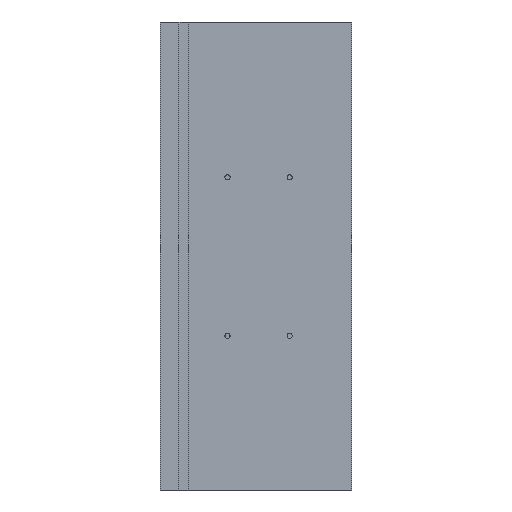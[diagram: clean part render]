
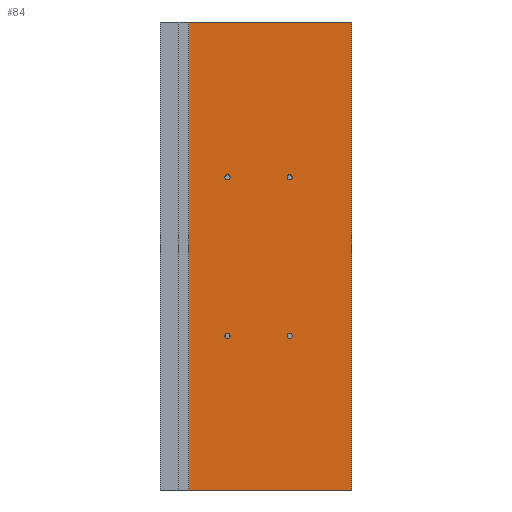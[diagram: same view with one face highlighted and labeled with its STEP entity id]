
A CAD part, left-side view. The second image highlights one B-rep face of the part: STEP entity #84.
In plain terms, the highlighted planar face has unit normal (-1, 0, 0).
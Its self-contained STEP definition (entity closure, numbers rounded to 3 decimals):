
#84=ADVANCED_FACE('',(#214,#215,#216,#217,#218),#219,.T.);
#214=FACE_BOUND('',#423,.T.);
#215=FACE_BOUND('',#424,.T.);
#216=FACE_BOUND('',#425,.T.);
#217=FACE_BOUND('',#426,.T.);
#218=FACE_OUTER_BOUND('',#427,.T.);
#219=PLANE('',#428);
#423=EDGE_LOOP('',(#623));
#424=EDGE_LOOP('',(#624));
#425=EDGE_LOOP('',(#625));
#426=EDGE_LOOP('',(#626));
#427=EDGE_LOOP('',(#627,#628,#629,#630));
#428=AXIS2_PLACEMENT_3D('',#631,#632,#633);
#623=ORIENTED_EDGE('',*,*,#996,.T.);
#624=ORIENTED_EDGE('',*,*,#997,.T.);
#625=ORIENTED_EDGE('',*,*,#998,.T.);
#626=ORIENTED_EDGE('',*,*,#999,.T.);
#627=ORIENTED_EDGE('',*,*,#1000,.F.);
#628=ORIENTED_EDGE('',*,*,#1001,.T.);
#629=ORIENTED_EDGE('',*,*,#1002,.F.);
#630=ORIENTED_EDGE('',*,*,#1003,.F.);
#631=CARTESIAN_POINT('',(248.0,22.0,390.0));
#632=DIRECTION('',(-1.0,0.0,0.0));
#633=DIRECTION('',(0.0,0.0,-1.0));
#996=EDGE_CURVE('',#1134,#1134,#1135,.T.);
#997=EDGE_CURVE('',#1136,#1136,#1137,.T.);
#998=EDGE_CURVE('',#1138,#1138,#1139,.T.);
#999=EDGE_CURVE('',#1140,#1140,#1141,.T.);
#1000=EDGE_CURVE('',#1142,#1143,#1144,.T.);
#1001=EDGE_CURVE('',#1142,#1145,#1146,.T.);
#1002=EDGE_CURVE('',#1147,#1145,#1148,.T.);
#1003=EDGE_CURVE('',#1143,#1147,#1149,.T.);
#1134=VERTEX_POINT('',#1336);
#1135=CIRCLE('',#1337,4.0);
#1136=VERTEX_POINT('',#1338);
#1137=CIRCLE('',#1339,4.0);
#1138=VERTEX_POINT('',#1340);
#1139=CIRCLE('',#1341,4.0);
#1140=VERTEX_POINT('',#1342);
#1141=CIRCLE('',#1343,4.0);
#1142=VERTEX_POINT('',#1344);
#1143=VERTEX_POINT('',#1345);
#1144=LINE('',#1346,#1347);
#1145=VERTEX_POINT('',#1348);
#1146=LINE('',#1349,#1350);
#1147=VERTEX_POINT('',#1351);
#1148=LINE('',#1352,#1353);
#1149=LINE('',#1354,#1355);
#1336=CARTESIAN_POINT('',(248.0,70.,266.5));
#1337=AXIS2_PLACEMENT_3D('',#1572,#1573,#1574);
#1338=CARTESIAN_POINT('',(248.0,-26.,266.5));
#1339=AXIS2_PLACEMENT_3D('',#1575,#1576,#1577);
#1340=CARTESIAN_POINT('',(248.0,70.,511.5));
#1341=AXIS2_PLACEMENT_3D('',#1578,#1579,#1580);
#1342=CARTESIAN_POINT('',(248.0,-26.,511.5));
#1343=AXIS2_PLACEMENT_3D('',#1581,#1582,#1583);
#1344=CARTESIAN_POINT('',(248.0,126.0,751.5));
#1345=CARTESIAN_POINT('',(248.0,-126.0,751.5));
#1346=CARTESIAN_POINT('',(248.0,22.0,751.5));
#1347=VECTOR('',#1584,1.0);
#1348=CARTESIAN_POINT('',(248.0,126.0,28.5));
#1349=CARTESIAN_POINT('',(248.0,126.0,390.0));
#1350=VECTOR('',#1585,1.0);
#1351=CARTESIAN_POINT('',(248.0,-126.0,28.5));
#1352=CARTESIAN_POINT('',(248.0,22.0,28.5));
#1353=VECTOR('',#1586,1.0);
#1354=CARTESIAN_POINT('',(248.0,-126.0,390.0));
#1355=VECTOR('',#1587,1.0);
#1572=CARTESIAN_POINT('',(248.0,66.,266.5));
#1573=DIRECTION('',(1.0,0.,0.0));
#1574=DIRECTION('',(0.,1.0,0.0));
#1575=CARTESIAN_POINT('',(248.0,-30.,266.5));
#1576=DIRECTION('',(1.0,0.,0.0));
#1577=DIRECTION('',(0.,1.0,0.0));
#1578=CARTESIAN_POINT('',(248.0,66.,511.5));
#1579=DIRECTION('',(1.0,0.,0.0));
#1580=DIRECTION('',(0.,1.0,0.0));
#1581=CARTESIAN_POINT('',(248.0,-30.,511.5));
#1582=DIRECTION('',(1.0,0.,0.0));
#1583=DIRECTION('',(0.,1.0,0.0));
#1584=DIRECTION('',(0.0,-1.0,0.0));
#1585=DIRECTION('',(0.0,0.0,-1.0));
#1586=DIRECTION('',(0.0,1.0,0.0));
#1587=DIRECTION('',(0.0,0.0,-1.0));
